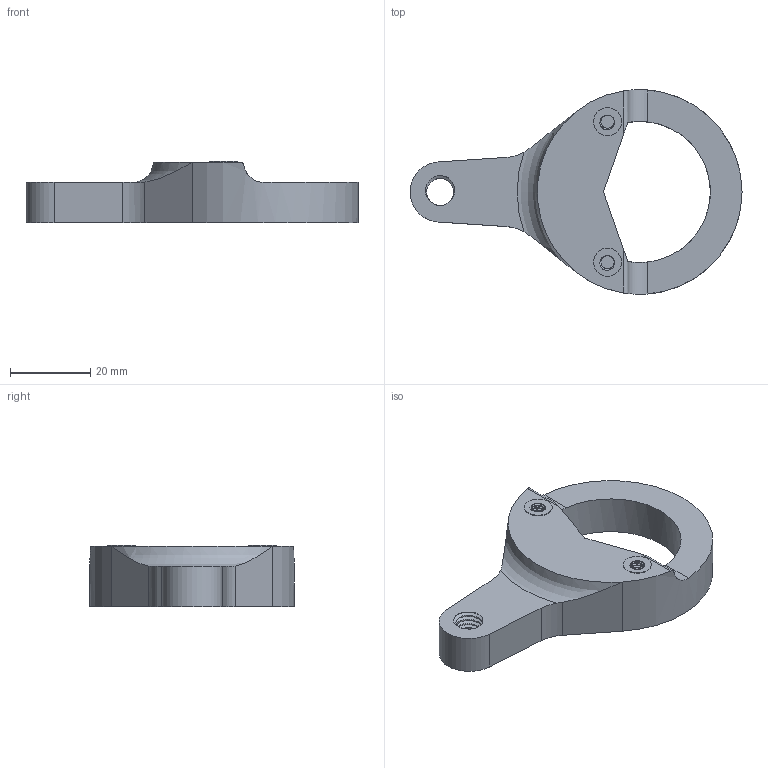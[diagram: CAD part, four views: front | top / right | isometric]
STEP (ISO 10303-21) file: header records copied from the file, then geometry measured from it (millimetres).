
FILE_DESCRIPTION(/* description */ (''),/* implementation_level */ '2;1');
FILE_NAME(/* name */ 'main-bracket.step',/* time_stamp */ '2021-12-27T14:39:58+02:00',/* author */ (''),/* organization */ (''),/* preprocessor_version */ 'ST-DEVELOPER v18.1',/* originating_system */ 'Autodesk Translation Framework v10.10.0.1391',/* authorisation */ '');
FILE_SCHEMA (('AUTOMOTIVE_DESIGN { 1 0 10303 214 3 1 1 }'));
Length unit declared in the file: millimetre
Products named in the file (1): telescope
Bounding box: 82.71 x 51 x 15.2 mm (x, y, z)
Volume: 19784.3 mm3; surface area: 8091.6 mm2
Topology: 1 solids, 1 shells, 85 faces, 246 edges, 162 vertices
Faces by surface type: cylinder 63, plane 15, bspline 6, torus 1
Full cylindrical faces by diameter (mm): 3.332 x8, 4.109 x4, 6.779 x4, 7 x2, 8.17 x1, 35.2 x1
Entity records: 6393 total; most frequent: CARTESIAN_POINT 4352, ORIENTED_EDGE 492, DIRECTION 318, EDGE_CURVE 246, VERTEX_POINT 162, B_SPLINE_CURVE_WITH_KNOTS 129, AXIS2_PLACEMENT_3D 121, EDGE_LOOP 92
